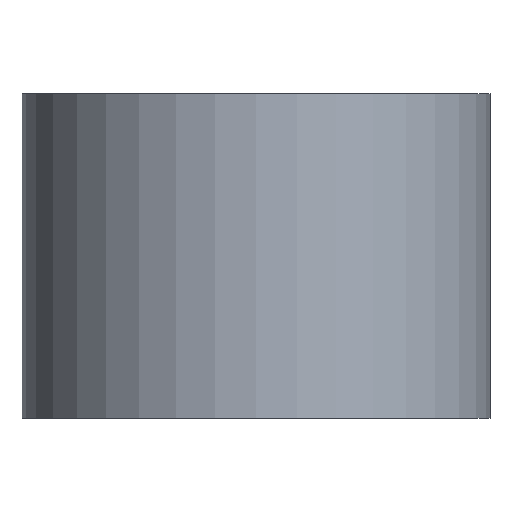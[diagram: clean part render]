
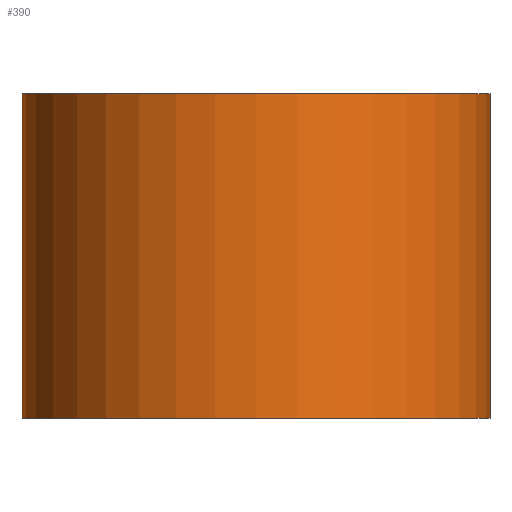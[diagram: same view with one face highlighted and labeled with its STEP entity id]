
A CAD part, front view. The second image highlights one B-rep face of the part: STEP entity #390.
In plain terms, the highlighted cylindrical face has radius 9.157 mm (diameter 18.313 mm), a partial arc.
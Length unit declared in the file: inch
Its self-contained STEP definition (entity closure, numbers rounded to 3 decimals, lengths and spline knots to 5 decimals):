
#15 = VECTOR ( 'NONE', #433, 39.37008 ) ;
#34 = AXIS2_PLACEMENT_3D ( 'NONE', #476, #231, #512 ) ;
#46 = ORIENTED_EDGE ( 'NONE', *, *, #253, .T. ) ;
#48 = DIRECTION ( 'NONE',  ( 0., 0., -1. ) ) ;
#63 = AXIS2_PLACEMENT_3D ( 'NONE', #432, #457, #187 ) ;
#87 = CYLINDRICAL_SURFACE ( 'NONE', #63, 0.3605 ) ;
#90 = DIRECTION ( 'NONE',  ( 1., 0., 0. ) ) ;
#109 = EDGE_CURVE ( 'NONE', #538, #370, #450, .T. ) ;
#118 = EDGE_LOOP ( 'NONE', ( #175, #381, #46, #152 ) ) ;
#152 = ORIENTED_EDGE ( 'NONE', *, *, #267, .T. ) ;
#172 = CARTESIAN_POINT ( 'NONE',  ( -0.048, -1.125, 0.25 ) ) ;
#174 = VERTEX_POINT ( 'NONE', #252 ) ;
#175 = ORIENTED_EDGE ( 'NONE', *, *, #454, .F. ) ;
#187 = DIRECTION ( 'NONE',  ( -1., 0., 0. ) ) ;
#209 = VERTEX_POINT ( 'NONE', #172 ) ;
#231 = DIRECTION ( 'NONE',  ( 0., 0., -1. ) ) ;
#238 = VECTOR ( 'NONE', #376, 39.37008 ) ;
#252 = CARTESIAN_POINT ( 'NONE',  ( -0.048, -1.125, -0.25 ) ) ;
#253 = EDGE_CURVE ( 'NONE', #538, #209, #508, .T. ) ;
#267 = EDGE_CURVE ( 'NONE', #209, #174, #404, .T. ) ;
#283 = CARTESIAN_POINT ( 'NONE',  ( 0.3125, -0.7645, 0.25 ) ) ;
#296 = CARTESIAN_POINT ( 'NONE',  ( 0.3125, -1.125, 0.25 ) ) ;
#305 = CIRCLE ( 'NONE', #34, 0.3605 ) ;
#339 = AXIS2_PLACEMENT_3D ( 'NONE', #296, #48, #90 ) ;
#370 = VERTEX_POINT ( 'NONE', #524 ) ;
#376 = DIRECTION ( 'NONE',  ( 0., 0., -1. ) ) ;
#381 = ORIENTED_EDGE ( 'NONE', *, *, #109, .F. ) ;
#390 = ADVANCED_FACE ( 'NONE', ( #452 ), #87, .T. ) ;
#404 = LINE ( 'NONE', #505, #15 ) ;
#432 = CARTESIAN_POINT ( 'NONE',  ( 0.3125, -1.125, 0.25 ) ) ;
#433 = DIRECTION ( 'NONE',  ( 0., 0., -1. ) ) ;
#450 = LINE ( 'NONE', #522, #238 ) ;
#452 = FACE_OUTER_BOUND ( 'NONE', #118, .T. ) ;
#454 = EDGE_CURVE ( 'NONE', #370, #174, #305, .T. ) ;
#457 = DIRECTION ( 'NONE',  ( 0., 0., -1. ) ) ;
#476 = CARTESIAN_POINT ( 'NONE',  ( 0.3125, -1.125, -0.25 ) ) ;
#505 = CARTESIAN_POINT ( 'NONE',  ( -0.048, -1.125, 0.25 ) ) ;
#508 = CIRCLE ( 'NONE', #339, 0.3605 ) ;
#512 = DIRECTION ( 'NONE',  ( 1., 0., 0. ) ) ;
#522 = CARTESIAN_POINT ( 'NONE',  ( 0.3125, -0.7645, 0.25 ) ) ;
#524 = CARTESIAN_POINT ( 'NONE',  ( 0.3125, -0.7645, -0.25 ) ) ;
#538 = VERTEX_POINT ( 'NONE', #283 ) ;
